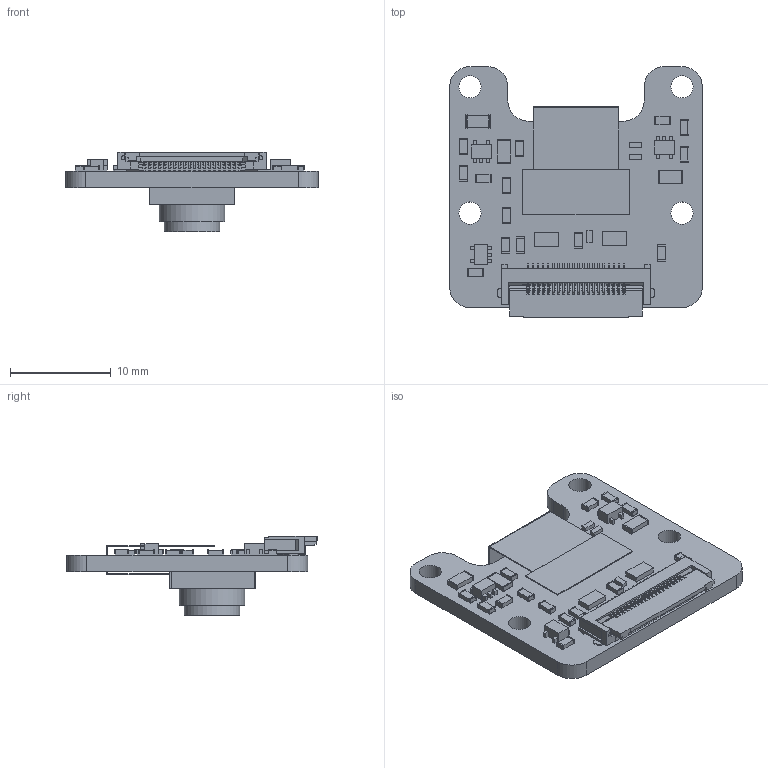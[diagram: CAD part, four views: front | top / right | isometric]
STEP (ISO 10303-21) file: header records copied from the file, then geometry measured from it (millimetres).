
FILE_DESCRIPTION(('Open CASCADE Model'),'2;1');
FILE_NAME('Open CASCADE Shape Model','2021-04-15T10:10:42',('Author'),( 'Open CASCADE'),'Open CASCADE STEP processor 6.8','Open CASCADE 6.8' ,'Unknown');
FILE_SCHEMA(('AUTOMOTIVE_DESIGN { 1 0 10303 214 1 1 1 1 }'));
Length unit declared in the file: millimetre
Products named in the file (1): PCB
Bounding box: 25 x 24.82 x 7.92 mm (x, y, z)
Volume: 1440.7 mm3; surface area: 3049.5 mm2
Topology: 86 solids, 86 shells, 1718 faces, 4508 edges, 3000 vertices
Faces by surface type: plane 1546, cylinder 172
Full cylindrical faces by diameter (mm): 2.2 x4, 5.5 x2, 6.5 x2
Entity records: 52550 total; most frequent: CARTESIAN_POINT 9235, ORIENTED_EDGE 9016, DIRECTION 8288, EDGE_CURVE 4508, LINE 4162, VECTOR 4162, VERTEX_POINT 3000, AXIS2_PLACEMENT_3D 2063
